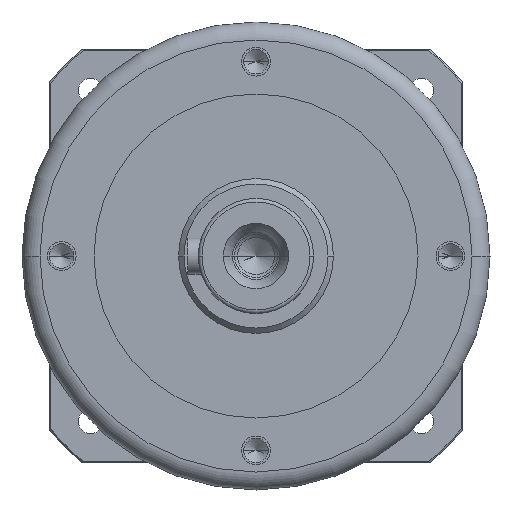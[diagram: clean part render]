
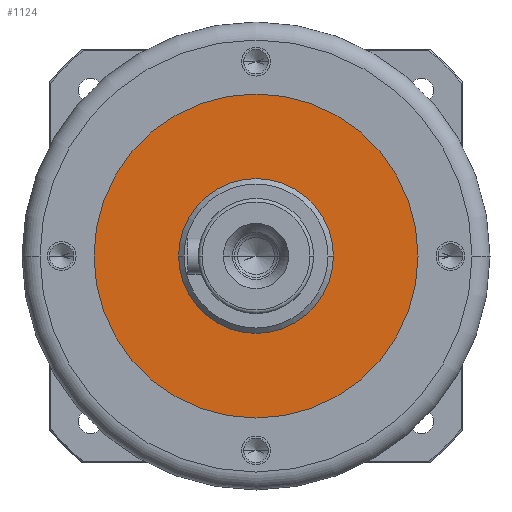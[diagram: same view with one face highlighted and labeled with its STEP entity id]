
A CAD part, left-side view. The second image highlights one B-rep face of the part: STEP entity #1124.
In plain terms, the highlighted planar face has unit normal (-1, 0, 0).
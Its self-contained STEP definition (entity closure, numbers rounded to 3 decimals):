
#147=CARTESIAN_POINT('',(-17.5,0.,0.));
#148=DIRECTION('',(-1.,0.,0.));
#149=DIRECTION('',(0.,1.,0.));
#150=AXIS2_PLACEMENT_3D('',#147,#148,#149);
#152=CARTESIAN_POINT('',(-17.5,0.,0.));
#153=DIRECTION('',(1.,0.,0.));
#154=DIRECTION('',(0.,1.,0.));
#155=AXIS2_PLACEMENT_3D('',#152,#153,#154);
#157=CARTESIAN_POINT('',(-17.5,0.,0.));
#158=DIRECTION('',(1.,0.,0.));
#159=DIRECTION('',(0.,1.,0.));
#160=AXIS2_PLACEMENT_3D('',#157,#158,#159);
#170=CARTESIAN_POINT('',(-17.5,0.,0.));
#171=DIRECTION('',(-1.,0.,0.));
#172=DIRECTION('',(0.,1.,0.));
#173=AXIS2_PLACEMENT_3D('',#170,#171,#172);
#705=CARTESIAN_POINT('',(-17.5,45.,0.));
#707=VERTEX_POINT('',#705);
#708=CARTESIAN_POINT('',(-17.5,21.5,0.));
#710=VERTEX_POINT('',#708);
#713=CARTESIAN_POINT('',(-17.5,-45.,0.));
#715=VERTEX_POINT('',#713);
#716=CARTESIAN_POINT('',(-17.5,-21.5,0.));
#718=VERTEX_POINT('',#716);
#1109=CARTESIAN_POINT('',(-17.5,0.,0.));
#1110=DIRECTION('',(1.,0.,0.));
#1111=DIRECTION('',(0.,-1.,0.));
#1112=AXIS2_PLACEMENT_3D('',#1109,#1110,#1111);
#1113=PLANE('',#1112);
#1114=ORIENTED_EDGE('',*,*,#1102,.F.);
#1115=ORIENTED_EDGE('',*,*,#1091,.T.);
#1116=EDGE_LOOP('',(#1114,#1115));
#1117=FACE_OUTER_BOUND('',#1116,.F.);
#1119=ORIENTED_EDGE('',*,*,#1118,.F.);
#1121=ORIENTED_EDGE('',*,*,#1120,.T.);
#1122=EDGE_LOOP('',(#1119,#1121));
#1123=FACE_BOUND('',#1122,.F.);
#1124=ADVANCED_FACE('',(#1117,#1123),#1113,.F.);
#151=CIRCLE('',#150,45.);
#156=CIRCLE('',#155,45.);
#161=CIRCLE('',#160,21.5);
#174=CIRCLE('',#173,21.5);
#1091=EDGE_CURVE('',#707,#715,#156,.T.);
#1102=EDGE_CURVE('',#707,#715,#151,.T.);
#1118=EDGE_CURVE('',#710,#718,#161,.T.);
#1120=EDGE_CURVE('',#710,#718,#174,.T.);
